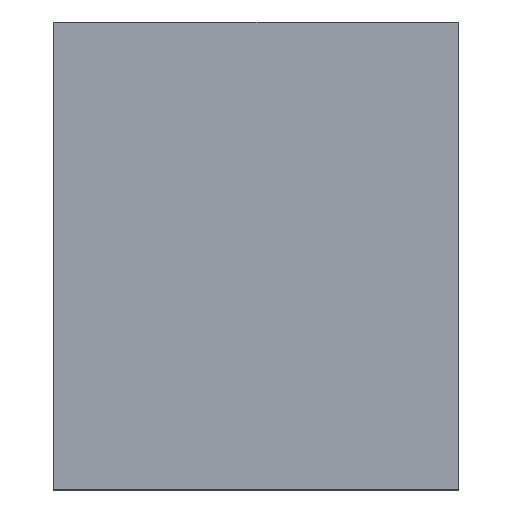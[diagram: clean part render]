
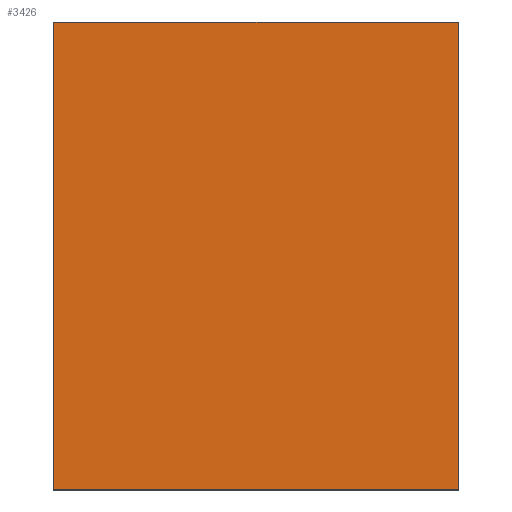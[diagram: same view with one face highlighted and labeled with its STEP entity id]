
A CAD part, top view. The second image highlights one B-rep face of the part: STEP entity #3426.
In plain terms, the highlighted planar face has unit normal (0, 0, 1).
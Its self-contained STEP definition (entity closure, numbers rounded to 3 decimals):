
#269 = PLANE('',#270);
#270 = AXIS2_PLACEMENT_3D('',#271,#272,#273);
#271 = CARTESIAN_POINT('',(-8.,-7.95,0.));
#272 = DIRECTION('',(-1.,0.,0.));
#273 = DIRECTION('',(0.,1.,0.));
#373 = PLANE('',#374);
#374 = AXIS2_PLACEMENT_3D('',#375,#376,#377);
#375 = CARTESIAN_POINT('',(-8.,10.55,0.));
#376 = DIRECTION('',(0.,1.,0.));
#377 = DIRECTION('',(1.,0.,0.));
#401 = PLANE('',#402);
#402 = AXIS2_PLACEMENT_3D('',#403,#404,#405);
#403 = CARTESIAN_POINT('',(8.,10.55,0.));
#404 = DIRECTION('',(1.,0.,0.));
#405 = DIRECTION('',(0.,-1.,0.));
#536 = PLANE('',#537);
#537 = AXIS2_PLACEMENT_3D('',#538,#539,#540);
#538 = CARTESIAN_POINT('',(8.,-7.95,0.));
#539 = DIRECTION('',(0.,-1.,0.));
#540 = DIRECTION('',(-1.,0.,0.));
#1528 = VERTEX_POINT('',#1529);
#1529 = CARTESIAN_POINT('',(-8.,-7.95,12.852));
#1550 = EDGE_CURVE('',#1528,#1551,#1553,.T.);
#1551 = VERTEX_POINT('',#1552);
#1552 = CARTESIAN_POINT('',(-8.,10.55,12.852));
#1553 = SURFACE_CURVE('',#1554,(#1558,#1565),.PCURVE_S1.);
#1554 = LINE('',#1555,#1556);
#1555 = CARTESIAN_POINT('',(-8.,-7.95,12.852));
#1556 = VECTOR('',#1557,1.);
#1557 = DIRECTION('',(0.,1.,0.));
#1558 = PCURVE('',#269,#1559);
#1559 = DEFINITIONAL_REPRESENTATION('',(#1560),#1564);
#1560 = LINE('',#1561,#1562);
#1561 = CARTESIAN_POINT('',(0.,-12.852));
#1562 = VECTOR('',#1563,1.);
#1563 = DIRECTION('',(1.,0.));
#1564 = ( GEOMETRIC_REPRESENTATION_CONTEXT(2) 
PARAMETRIC_REPRESENTATION_CONTEXT() REPRESENTATION_CONTEXT('2D SPACE',''
  ) );
#1565 = PCURVE('',#1566,#1571);
#1566 = PLANE('',#1567);
#1567 = AXIS2_PLACEMENT_3D('',#1568,#1569,#1570);
#1568 = CARTESIAN_POINT('',(0.,1.3,12.852));
#1569 = DIRECTION('',(-0.,-0.,-1.));
#1570 = DIRECTION('',(-1.,0.,0.));
#1571 = DEFINITIONAL_REPRESENTATION('',(#1572),#1576);
#1572 = LINE('',#1573,#1574);
#1573 = CARTESIAN_POINT('',(8.,-9.25));
#1574 = VECTOR('',#1575,1.);
#1575 = DIRECTION('',(0.,1.));
#1576 = ( GEOMETRIC_REPRESENTATION_CONTEXT(2) 
PARAMETRIC_REPRESENTATION_CONTEXT() REPRESENTATION_CONTEXT('2D SPACE',''
  ) );
#1613 = EDGE_CURVE('',#1551,#1614,#1616,.T.);
#1614 = VERTEX_POINT('',#1615);
#1615 = CARTESIAN_POINT('',(8.,10.55,12.852));
#1616 = SURFACE_CURVE('',#1617,(#1621,#1628),.PCURVE_S1.);
#1617 = LINE('',#1618,#1619);
#1618 = CARTESIAN_POINT('',(-8.,10.55,12.852));
#1619 = VECTOR('',#1620,1.);
#1620 = DIRECTION('',(1.,0.,0.));
#1621 = PCURVE('',#373,#1622);
#1622 = DEFINITIONAL_REPRESENTATION('',(#1623),#1627);
#1623 = LINE('',#1624,#1625);
#1624 = CARTESIAN_POINT('',(0.,-12.852));
#1625 = VECTOR('',#1626,1.);
#1626 = DIRECTION('',(1.,0.));
#1627 = ( GEOMETRIC_REPRESENTATION_CONTEXT(2) 
PARAMETRIC_REPRESENTATION_CONTEXT() REPRESENTATION_CONTEXT('2D SPACE',''
  ) );
#1628 = PCURVE('',#1566,#1629);
#1629 = DEFINITIONAL_REPRESENTATION('',(#1630),#1634);
#1630 = LINE('',#1631,#1632);
#1631 = CARTESIAN_POINT('',(8.,9.25));
#1632 = VECTOR('',#1633,1.);
#1633 = DIRECTION('',(-1.,0.));
#1634 = ( GEOMETRIC_REPRESENTATION_CONTEXT(2) 
PARAMETRIC_REPRESENTATION_CONTEXT() REPRESENTATION_CONTEXT('2D SPACE',''
  ) );
#1662 = EDGE_CURVE('',#1614,#1663,#1665,.T.);
#1663 = VERTEX_POINT('',#1664);
#1664 = CARTESIAN_POINT('',(8.,-7.95,12.852));
#1665 = SURFACE_CURVE('',#1666,(#1670,#1677),.PCURVE_S1.);
#1666 = LINE('',#1667,#1668);
#1667 = CARTESIAN_POINT('',(8.,10.55,12.852));
#1668 = VECTOR('',#1669,1.);
#1669 = DIRECTION('',(0.,-1.,0.));
#1670 = PCURVE('',#401,#1671);
#1671 = DEFINITIONAL_REPRESENTATION('',(#1672),#1676);
#1672 = LINE('',#1673,#1674);
#1673 = CARTESIAN_POINT('',(0.,-12.852));
#1674 = VECTOR('',#1675,1.);
#1675 = DIRECTION('',(1.,0.));
#1676 = ( GEOMETRIC_REPRESENTATION_CONTEXT(2) 
PARAMETRIC_REPRESENTATION_CONTEXT() REPRESENTATION_CONTEXT('2D SPACE',''
  ) );
#1677 = PCURVE('',#1566,#1678);
#1678 = DEFINITIONAL_REPRESENTATION('',(#1679),#1683);
#1679 = LINE('',#1680,#1681);
#1680 = CARTESIAN_POINT('',(-8.,9.25));
#1681 = VECTOR('',#1682,1.);
#1682 = DIRECTION('',(0.,-1.));
#1683 = ( GEOMETRIC_REPRESENTATION_CONTEXT(2) 
PARAMETRIC_REPRESENTATION_CONTEXT() REPRESENTATION_CONTEXT('2D SPACE',''
  ) );
#2263 = EDGE_CURVE('',#1663,#1528,#2264,.T.);
#2264 = SURFACE_CURVE('',#2265,(#2269,#2276),.PCURVE_S1.);
#2265 = LINE('',#2266,#2267);
#2266 = CARTESIAN_POINT('',(8.,-7.95,12.852));
#2267 = VECTOR('',#2268,1.);
#2268 = DIRECTION('',(-1.,0.,0.));
#2269 = PCURVE('',#536,#2270);
#2270 = DEFINITIONAL_REPRESENTATION('',(#2271),#2275);
#2271 = LINE('',#2272,#2273);
#2272 = CARTESIAN_POINT('',(0.,-12.852));
#2273 = VECTOR('',#2274,1.);
#2274 = DIRECTION('',(1.,0.));
#2275 = ( GEOMETRIC_REPRESENTATION_CONTEXT(2) 
PARAMETRIC_REPRESENTATION_CONTEXT() REPRESENTATION_CONTEXT('2D SPACE',''
  ) );
#2276 = PCURVE('',#1566,#2277);
#2277 = DEFINITIONAL_REPRESENTATION('',(#2278),#2282);
#2278 = LINE('',#2279,#2280);
#2279 = CARTESIAN_POINT('',(-8.,-9.25));
#2280 = VECTOR('',#2281,1.);
#2281 = DIRECTION('',(1.,0.));
#2282 = ( GEOMETRIC_REPRESENTATION_CONTEXT(2) 
PARAMETRIC_REPRESENTATION_CONTEXT() REPRESENTATION_CONTEXT('2D SPACE',''
  ) );
#3426 = ADVANCED_FACE('',(#3427),#1566,.F.);
#3427 = FACE_BOUND('',#3428,.F.);
#3428 = EDGE_LOOP('',(#3429,#3430,#3431,#3432));
#3429 = ORIENTED_EDGE('',*,*,#1613,.T.);
#3430 = ORIENTED_EDGE('',*,*,#1662,.T.);
#3431 = ORIENTED_EDGE('',*,*,#2263,.T.);
#3432 = ORIENTED_EDGE('',*,*,#1550,.T.);
